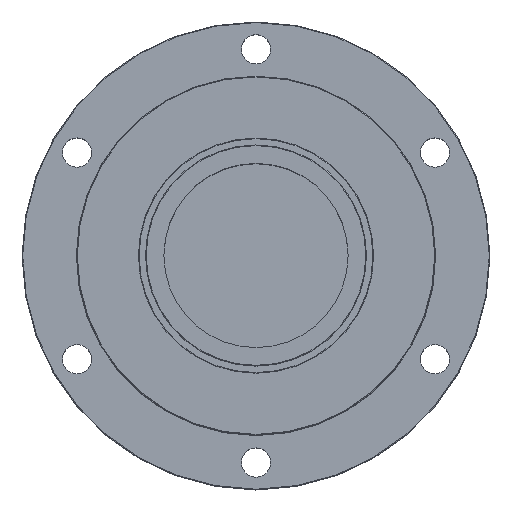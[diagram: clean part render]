
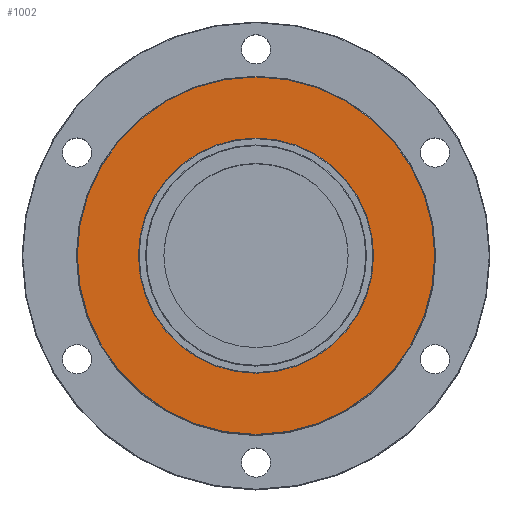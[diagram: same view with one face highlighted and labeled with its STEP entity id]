
A CAD part, top view. The second image highlights one B-rep face of the part: STEP entity #1002.
In plain terms, the highlighted planar face has unit normal (0, 0, 1).
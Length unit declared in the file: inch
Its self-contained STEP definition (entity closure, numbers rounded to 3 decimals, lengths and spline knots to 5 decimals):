
#316 = VERTEX_POINT ( 'NONE', #466 ) ;
#317 = VERTEX_POINT ( 'NONE', #467 ) ;
#320 = VERTEX_POINT ( 'NONE', #470 ) ;
#321 = VERTEX_POINT ( 'NONE', #471 ) ;
#466 = CARTESIAN_POINT ( 'NONE',  ( 1.885, 0., -1.64 ) ) ;
#467 = CARTESIAN_POINT ( 'NONE',  ( -1.885, 0., -1.64 ) ) ;
#470 = CARTESIAN_POINT ( 'NONE',  ( 2.865, 0., -1.64 ) ) ;
#471 = CARTESIAN_POINT ( 'NONE',  ( -2.865, 0., -1.64 ) ) ;
#645 = EDGE_LOOP ( 'NONE', ( #1164, #1165 ) ) ;
#659 = EDGE_LOOP ( 'NONE', ( #1166, #1167 ) ) ;
#859 = EDGE_CURVE ( 'NONE', #320, #321, #1875, .T. ) ;
#864 = EDGE_CURVE ( 'NONE', #316, #317, #1880, .T. ) ;
#940 = EDGE_CURVE ( 'NONE', #321, #320, #2587, .T. ) ;
#941 = EDGE_CURVE ( 'NONE', #317, #316, #2588, .T. ) ;
#1002 = ADVANCED_FACE ( 'NONE', ( #2707, #2700 ), #2859, .F. ) ;
#1164 = ORIENTED_EDGE ( 'NONE', *, *, #940, .T. ) ;
#1165 = ORIENTED_EDGE ( 'NONE', *, *, #859, .T. ) ;
#1166 = ORIENTED_EDGE ( 'NONE', *, *, #941, .T. ) ;
#1167 = ORIENTED_EDGE ( 'NONE', *, *, #864, .T. ) ;
#1480 = AXIS2_PLACEMENT_3D ( 'NONE', #2176, #2177, #2178 ) ;
#1485 = AXIS2_PLACEMENT_3D ( 'NONE', #2191, #2192, #2193 ) ;
#1540 = AXIS2_PLACEMENT_3D ( 'NONE', #2392, #2399, #2400 ) ;
#1541 = AXIS2_PLACEMENT_3D ( 'NONE', #2395, #2402, #2403 ) ;
#1605 = AXIS2_PLACEMENT_3D ( 'NONE', #2860, #2868, #2869 ) ;
#1875 = CIRCLE ( 'NONE', #1480, 2.865 ) ;
#1880 = CIRCLE ( 'NONE', #1485, 1.885 ) ;
#2176 = CARTESIAN_POINT ( 'NONE',  ( 0., 0., -1.64 ) ) ;
#2177 = DIRECTION ( 'NONE',  ( 0., 0., 1. ) ) ;
#2178 = DIRECTION ( 'NONE',  ( -1., 0., 0. ) ) ;
#2191 = CARTESIAN_POINT ( 'NONE',  ( 0., 0., -1.64 ) ) ;
#2192 = DIRECTION ( 'NONE',  ( 0., 0., -1. ) ) ;
#2193 = DIRECTION ( 'NONE',  ( -1., 0., 0. ) ) ;
#2392 = CARTESIAN_POINT ( 'NONE',  ( 0., 0., -1.64 ) ) ;
#2395 = CARTESIAN_POINT ( 'NONE',  ( 0., 0., -1.64 ) ) ;
#2399 = DIRECTION ( 'NONE',  ( 0., 0., 1. ) ) ;
#2400 = DIRECTION ( 'NONE',  ( -1., 0., 0. ) ) ;
#2402 = DIRECTION ( 'NONE',  ( 0., 0., -1. ) ) ;
#2403 = DIRECTION ( 'NONE',  ( -1., 0., 0. ) ) ;
#2587 = CIRCLE ( 'NONE', #1540, 2.865 ) ;
#2588 = CIRCLE ( 'NONE', #1541, 1.885 ) ;
#2700 = FACE_BOUND ( 'NONE', #659, .T. ) ;
#2707 = FACE_OUTER_BOUND ( 'NONE', #645, .T. ) ;
#2859 = PLANE ( 'NONE',  #1605 ) ;
#2860 = CARTESIAN_POINT ( 'NONE',  ( 0., 0., -1.64 ) ) ;
#2868 = DIRECTION ( 'NONE',  ( 0., 0., -1. ) ) ;
#2869 = DIRECTION ( 'NONE',  ( -1., 0., 0. ) ) ;
